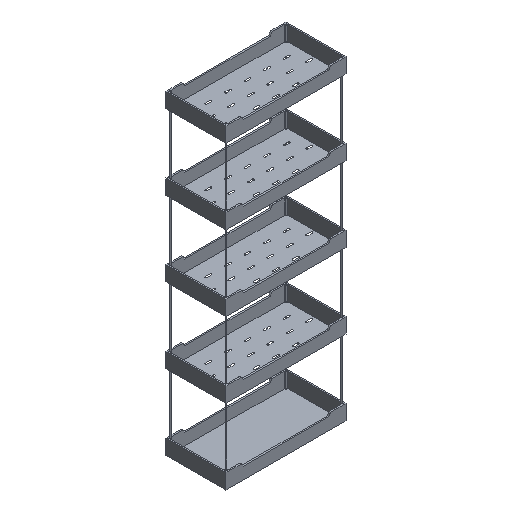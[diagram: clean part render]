
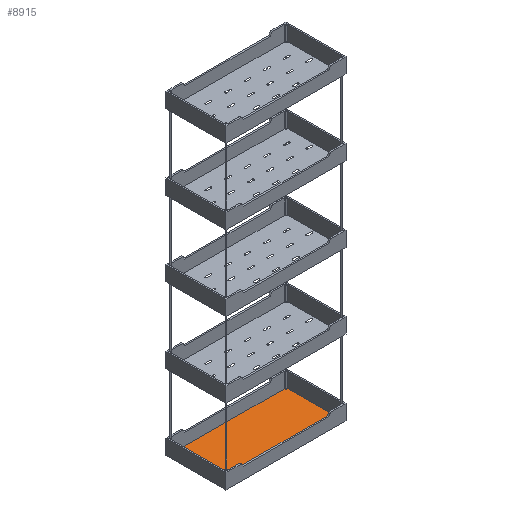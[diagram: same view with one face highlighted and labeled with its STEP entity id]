
A CAD part, isometric view. The second image highlights one B-rep face of the part: STEP entity #8915.
In plain terms, the highlighted free-form (B-spline) face has degree [1, 1] with [2, 2] control points.
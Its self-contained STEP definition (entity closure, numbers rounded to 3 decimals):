
#8915 = ADVANCED_FACE('',(#8916),#8946,.T.);
#8916 = FACE_BOUND('',#8917,.T.);
#8917 = EDGE_LOOP('',(#8918,#8927,#8934,#8941));
#8918 = ORIENTED_EDGE('',*,*,#8919,.T.);
#8919 = EDGE_CURVE('',#8920,#8922,#8924,.T.);
#8920 = VERTEX_POINT('',#8921);
#8921 = CARTESIAN_POINT('',(272.497,273.747,0.));
#8922 = VERTEX_POINT('',#8923);
#8923 = CARTESIAN_POINT('',(272.497,81.758,0.));
#8924 = B_SPLINE_CURVE_WITH_KNOTS('',1,(#8925,#8926),.UNSPECIFIED.,.F.,
  .F.,(2,2),(0.,1.),.PIECEWISE_BEZIER_KNOTS.);
#8925 = CARTESIAN_POINT('',(272.497,273.747,0.));
#8926 = CARTESIAN_POINT('',(272.497,81.758,0.));
#8927 = ORIENTED_EDGE('',*,*,#8928,.T.);
#8928 = EDGE_CURVE('',#8922,#8929,#8931,.T.);
#8929 = VERTEX_POINT('',#8930);
#8930 = CARTESIAN_POINT('',(-121.585,81.758,0.));
#8931 = B_SPLINE_CURVE_WITH_KNOTS('',1,(#8932,#8933),.UNSPECIFIED.,.F.,
  .F.,(2,2),(60.5,99.5),.PIECEWISE_BEZIER_KNOTS.);
#8932 = CARTESIAN_POINT('',(272.497,81.758,0.));
#8933 = CARTESIAN_POINT('',(-121.585,81.758,0.));
#8934 = ORIENTED_EDGE('',*,*,#8935,.T.);
#8935 = EDGE_CURVE('',#8929,#8936,#8938,.T.);
#8936 = VERTEX_POINT('',#8937);
#8937 = CARTESIAN_POINT('',(-121.585,273.747,0.));
#8938 = B_SPLINE_CURVE_WITH_KNOTS('',1,(#8939,#8940),.UNSPECIFIED.,.F.,
  .F.,(2,2),(-1.,0.),.PIECEWISE_BEZIER_KNOTS.);
#8939 = CARTESIAN_POINT('',(-121.585,81.758,0.));
#8940 = CARTESIAN_POINT('',(-121.585,273.747,0.));
#8941 = ORIENTED_EDGE('',*,*,#8942,.T.);
#8942 = EDGE_CURVE('',#8936,#8920,#8943,.T.);
#8943 = B_SPLINE_CURVE_WITH_KNOTS('',1,(#8944,#8945),.UNSPECIFIED.,.F.,
  .F.,(2,2),(-99.5,-60.5),.PIECEWISE_BEZIER_KNOTS.);
#8944 = CARTESIAN_POINT('',(-121.585,273.747,0.));
#8945 = CARTESIAN_POINT('',(272.497,273.747,0.));
#8946 = B_SPLINE_SURFACE_WITH_KNOTS('',1,1,(
    (#8947,#8948)
    ,(#8949,#8950
    )),.UNSPECIFIED.,.F.,.F.,.F.,(2,2),(2,2),(0.,390.),(-190.,0.),
  .PIECEWISE_BEZIER_KNOTS.);
#8947 = CARTESIAN_POINT('',(272.497,81.758,0.));
#8948 = CARTESIAN_POINT('',(272.497,273.747,0.));
#8949 = CARTESIAN_POINT('',(-121.585,81.758,0.));
#8950 = CARTESIAN_POINT('',(-121.585,273.747,0.));
